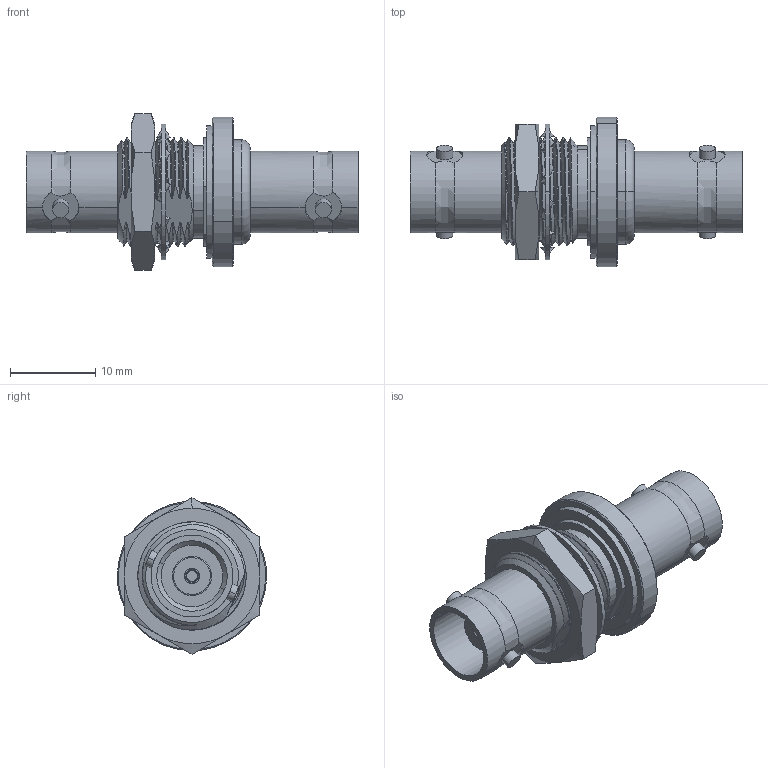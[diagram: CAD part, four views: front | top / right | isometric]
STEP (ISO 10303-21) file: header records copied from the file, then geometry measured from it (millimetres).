
FILE_DESCRIPTION (( 'STEP AP203' ), '1' );
FILE_NAME ('SM3416_3D.step', '2024-06-28T18:49:45', ( '' ), ( '' ), 'SwSTEP 2.0', 'SolidWorks 2022', '' );
FILE_SCHEMA (( 'CONFIG_CONTROL_DESIGN' ));
Length unit declared in the file: inch
Products named in the file (1): SM3416_3D
Bounding box: 38.89 x 17.48 x 18.33 mm (x, y, z)
Volume: 3221.9 mm3; surface area: 3729.1 mm2
Topology: 4 solids, 4 shells, 286 faces, 789 edges, 526 vertices
Faces by surface type: cylinder 85, plane 78, bspline 77, cone 40, torus 6
Full cylindrical faces by diameter (mm): 1.778 x2
Entity records: 23142 total; most frequent: CARTESIAN_POINT 16440, ORIENTED_EDGE 1570, DIRECTION 1154, EDGE_CURVE 785, VERTEX_POINT 524, AXIS2_PLACEMENT_3D 440, EDGE_LOOP 309, FACE_OUTER_BOUND 288
